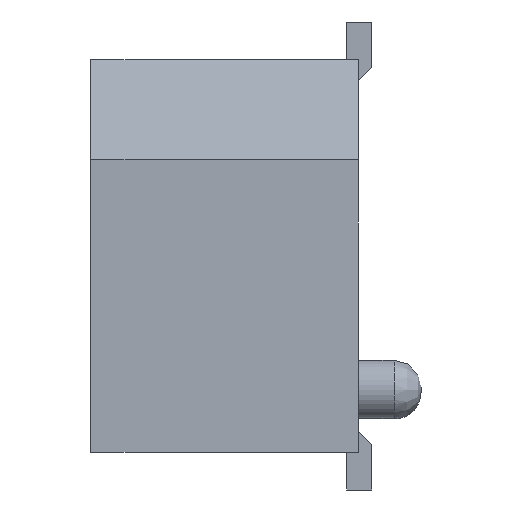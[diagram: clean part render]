
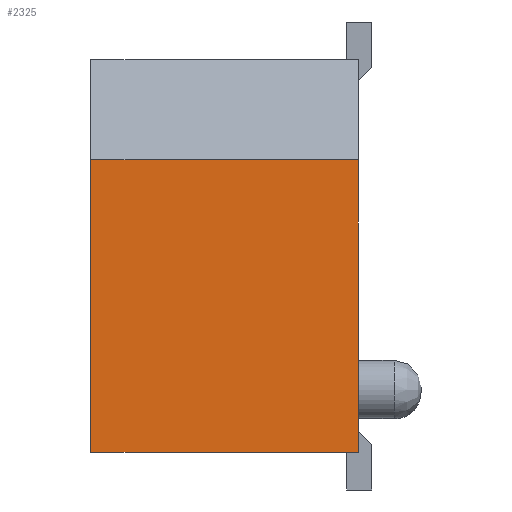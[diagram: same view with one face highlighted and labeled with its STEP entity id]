
A CAD part, left-side view. The second image highlights one B-rep face of the part: STEP entity #2325.
In plain terms, the highlighted planar face has unit normal (-1, 0, 0).
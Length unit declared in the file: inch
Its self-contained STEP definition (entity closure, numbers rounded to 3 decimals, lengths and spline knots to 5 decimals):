
#2325 = ADVANCED_FACE( '', ( #5574 ), #5575, .F. );
#5574 = FACE_OUTER_BOUND( '', #9790, .T. );
#5575 = PLANE( '', #9791 );
#9790 = EDGE_LOOP( '', ( #16485, #16486, #16487, #16488 ) );
#9791 = AXIS2_PLACEMENT_3D( '', #16489, #16490, #16491 );
#16485 = ORIENTED_EDGE( '', *, *, #28584, .T. );
#16486 = ORIENTED_EDGE( '', *, *, #28217, .F. );
#16487 = ORIENTED_EDGE( '', *, *, #28585, .F. );
#16488 = ORIENTED_EDGE( '', *, *, #27570, .T. );
#16489 = CARTESIAN_POINT( '', ( -0.70875, 0.168, -0.1175 ) );
#16490 = DIRECTION( '', ( 1., 0., 0. ) );
#16491 = DIRECTION( '', ( 0., 0., -1. ) );
#27570 = EDGE_CURVE( '', #33954, #33952, #33955, .T. );
#28217 = EDGE_CURVE( '', #35031, #35026, #35033, .T. );
#28584 = EDGE_CURVE( '', #33952, #35026, #35604, .T. );
#28585 = EDGE_CURVE( '', #33954, #35031, #35605, .T. );
#33952 = VERTEX_POINT( '', #42996 );
#33954 = VERTEX_POINT( '', #42999 );
#33955 = LINE( '', #43000, #43001 );
#35026 = VERTEX_POINT( '', #44588 );
#35031 = VERTEX_POINT( '', #44595 );
#35033 = LINE( '', #44598, #44599 );
#35604 = LINE( '', #45454, #45455 );
#35605 = LINE( '', #45456, #45457 );
#42996 = CARTESIAN_POINT( '', ( -0.70875, 0.008, -0.1175 ) );
#42999 = CARTESIAN_POINT( '', ( -0.70875, 0.168, -0.1175 ) );
#43000 = CARTESIAN_POINT( '', ( -0.70875, 0.168, -0.1175 ) );
#43001 = VECTOR( '', #52908, 39.37008 );
#44588 = CARTESIAN_POINT( '', ( -0.70875, 0.008, 0.0575 ) );
#44595 = CARTESIAN_POINT( '', ( -0.70875, 0.168, 0.0575 ) );
#44598 = CARTESIAN_POINT( '', ( -0.70875, 0.168, 0.0575 ) );
#44599 = VECTOR( '', #53431, 39.37008 );
#45454 = CARTESIAN_POINT( '', ( -0.70875, 0.008, -0.1175 ) );
#45455 = VECTOR( '', #53716, 39.37008 );
#45456 = CARTESIAN_POINT( '', ( -0.70875, 0.168, -0.1175 ) );
#45457 = VECTOR( '', #53717, 39.37008 );
#52908 = DIRECTION( '', ( 0., -1., 0. ) );
#53431 = DIRECTION( '', ( 0., -1., 0. ) );
#53716 = DIRECTION( '', ( 0., 0., 1. ) );
#53717 = DIRECTION( '', ( 0., 0., 1. ) );
